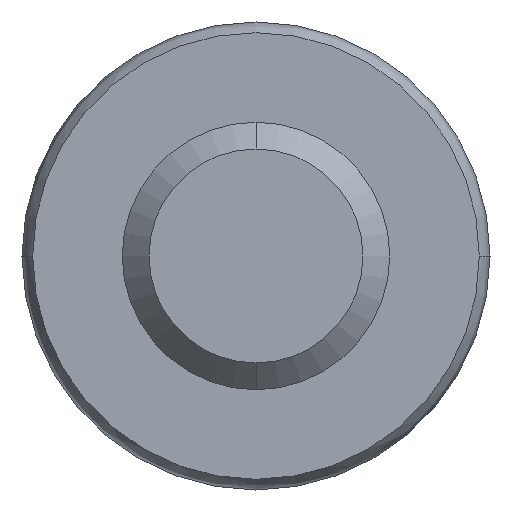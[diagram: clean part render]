
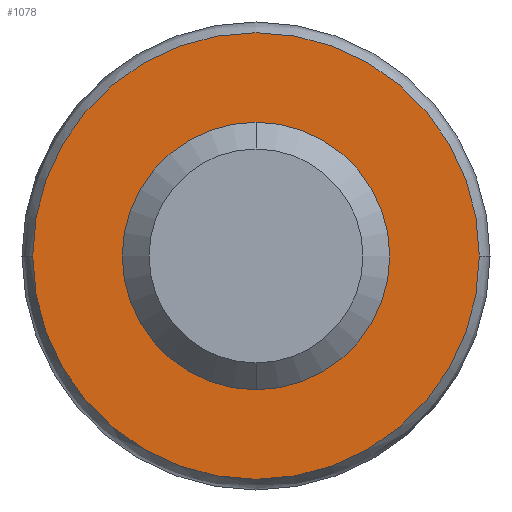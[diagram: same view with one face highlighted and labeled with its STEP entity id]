
A CAD part, front view. The second image highlights one B-rep face of the part: STEP entity #1078.
In plain terms, the highlighted planar face has unit normal (0, -1, 0).
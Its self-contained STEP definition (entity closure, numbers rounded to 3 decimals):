
#3 = CIRCLE ( 'NONE', #616, 0.8 ) ;
#17 = EDGE_CURVE ( 'NONE', #275, #564, #206, .T. ) ;
#20 = ORIENTED_EDGE ( 'NONE', *, *, #17, .F. ) ;
#24 = EDGE_CURVE ( 'NONE', #110, #725, #834, .T. ) ;
#35 = EDGE_LOOP ( 'NONE', ( #141, #1031 ) ) ;
#110 = VERTEX_POINT ( 'NONE', #487 ) ;
#141 = ORIENTED_EDGE ( 'NONE', *, *, #144, .T. ) ;
#144 = EDGE_CURVE ( 'NONE', #725, #110, #456, .T. ) ;
#152 = CARTESIAN_POINT ( 'NONE',  ( 0., 0., 0. ) ) ;
#164 = AXIS2_PLACEMENT_3D ( 'NONE', #693, #529, #522 ) ;
#206 = CIRCLE ( 'NONE', #1088, 0.8 ) ;
#213 = CARTESIAN_POINT ( 'NONE',  ( 0., 0., 0. ) ) ;
#248 = DIRECTION ( 'NONE',  ( 0., 0., -1. ) ) ;
#250 = PLANE ( 'NONE',  #164 ) ;
#275 = VERTEX_POINT ( 'NONE', #663 ) ;
#277 = AXIS2_PLACEMENT_3D ( 'NONE', #842, #666, #579 ) ;
#378 = DIRECTION ( 'NONE',  ( 0., 0., -1. ) ) ;
#417 = CARTESIAN_POINT ( 'NONE',  ( 0., 0., 0. ) ) ;
#436 = AXIS2_PLACEMENT_3D ( 'NONE', #213, #555, #378 ) ;
#456 = CIRCLE ( 'NONE', #436, 1.67 ) ;
#464 = EDGE_CURVE ( 'NONE', #564, #275, #3, .T. ) ;
#469 = CARTESIAN_POINT ( 'NONE',  ( -1.67, 0., 0. ) ) ;
#487 = CARTESIAN_POINT ( 'NONE',  ( 1.67, 0., 0. ) ) ;
#492 = DIRECTION ( 'NONE',  ( 0., -1., 0. ) ) ;
#522 = DIRECTION ( 'NONE',  ( 0., 0., -1. ) ) ;
#529 = DIRECTION ( 'NONE',  ( 0., -1., 0. ) ) ;
#555 = DIRECTION ( 'NONE',  ( 0., -1., 0. ) ) ;
#564 = VERTEX_POINT ( 'NONE', #876 ) ;
#579 = DIRECTION ( 'NONE',  ( 0., 0., -1. ) ) ;
#584 = ORIENTED_EDGE ( 'NONE', *, *, #464, .F. ) ;
#591 = FACE_OUTER_BOUND ( 'NONE', #35, .T. ) ;
#616 = AXIS2_PLACEMENT_3D ( 'NONE', #417, #762, #248 ) ;
#663 = CARTESIAN_POINT ( 'NONE',  ( 0., 0., -0.8 ) ) ;
#666 = DIRECTION ( 'NONE',  ( 0., -1., 0. ) ) ;
#693 = CARTESIAN_POINT ( 'NONE',  ( 0., 0., 0. ) ) ;
#725 = VERTEX_POINT ( 'NONE', #469 ) ;
#762 = DIRECTION ( 'NONE',  ( 0., -1., 0. ) ) ;
#834 = CIRCLE ( 'NONE', #277, 1.67 ) ;
#842 = CARTESIAN_POINT ( 'NONE',  ( 0., 0., 0. ) ) ;
#848 = FACE_BOUND ( 'NONE', #895, .T. ) ;
#876 = CARTESIAN_POINT ( 'NONE',  ( 0., 0., 0.8 ) ) ;
#895 = EDGE_LOOP ( 'NONE', ( #20, #584 ) ) ;
#933 = DIRECTION ( 'NONE',  ( 0., 0., -1. ) ) ;
#1031 = ORIENTED_EDGE ( 'NONE', *, *, #24, .T. ) ;
#1078 = ADVANCED_FACE ( 'NONE', ( #848, #591 ), #250, .T. ) ;
#1088 = AXIS2_PLACEMENT_3D ( 'NONE', #152, #492, #933 ) ;
